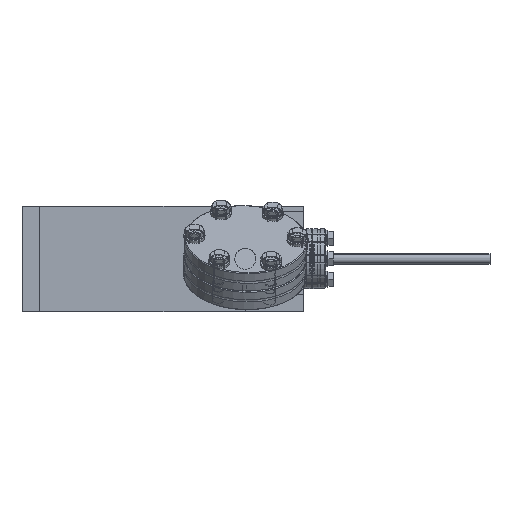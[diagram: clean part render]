
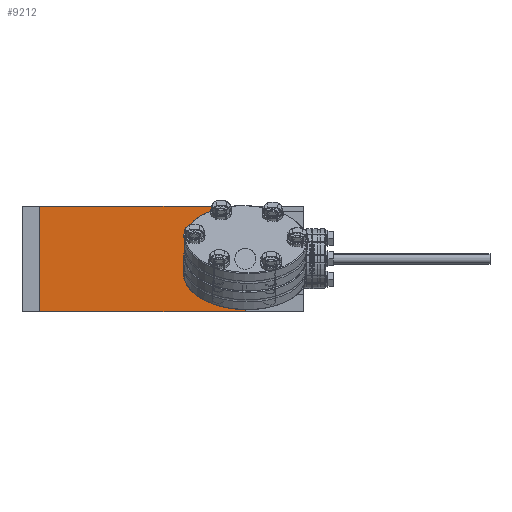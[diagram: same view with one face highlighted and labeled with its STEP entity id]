
A CAD part, left-side view. The second image highlights one B-rep face of the part: STEP entity #9212.
In plain terms, the highlighted face is planar.
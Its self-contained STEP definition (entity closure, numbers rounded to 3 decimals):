
#1102=PLANE('',#10648);
#1683=CIRCLE('',#10649,9.);
#2313=FACE_OUTER_BOUND('',#2933,.T.);
#2933=EDGE_LOOP('',(#7230,#7231,#7232,#7233,#7234,#7235));
#3561=LINE('',#15908,#3964);
#3563=LINE('',#15916,#3966);
#3566=LINE('',#15924,#3969);
#3567=LINE('',#15926,#3970);
#3568=LINE('',#15927,#3971);
#3964=VECTOR('',#12584,10.);
#3966=VECTOR('',#12590,10.);
#3969=VECTOR('',#12597,10.);
#3970=VECTOR('',#12598,10.);
#3971=VECTOR('',#12599,10.);
#4540=VERTEX_POINT('',#15902);
#4542=VERTEX_POINT('',#15906);
#4544=VERTEX_POINT('',#15912);
#4546=VERTEX_POINT('',#15915);
#4549=VERTEX_POINT('',#15923);
#4550=VERTEX_POINT('',#15925);
#5512=EDGE_CURVE('',#4540,#4542,#3561,.T.);
#5515=EDGE_CURVE('',#4546,#4544,#3563,.T.);
#5519=EDGE_CURVE('',#4549,#4544,#3566,.T.);
#5520=EDGE_CURVE('',#4550,#4549,#3567,.T.);
#5521=EDGE_CURVE('',#4540,#4550,#3568,.T.);
#5522=EDGE_CURVE('',#4546,#4542,#1683,.T.);
#7230=ORIENTED_EDGE('',*,*,#5515,.T.);
#7231=ORIENTED_EDGE('',*,*,#5519,.F.);
#7232=ORIENTED_EDGE('',*,*,#5520,.F.);
#7233=ORIENTED_EDGE('',*,*,#5521,.F.);
#7234=ORIENTED_EDGE('',*,*,#5512,.T.);
#7235=ORIENTED_EDGE('',*,*,#5522,.F.);
#9212=ADVANCED_FACE('',(#2313),#1102,.F.);
#10648=AXIS2_PLACEMENT_3D('',#15922,#12595,#12596);
#10649=AXIS2_PLACEMENT_3D('',#15928,#12600,#12601);
#12584=DIRECTION('',(-1.,0.,0.));
#12590=DIRECTION('',(-1.,0.,0.));
#12595=DIRECTION('center_axis',(0.,0.,1.));
#12596=DIRECTION('ref_axis',(1.,0.,0.));
#12597=DIRECTION('',(0.,-1.,0.));
#12598=DIRECTION('',(-1.,0.,0.));
#12599=DIRECTION('',(0.,1.,0.));
#12600=DIRECTION('center_axis',(0.,0.,-1.));
#12601=DIRECTION('ref_axis',(-1.,0.,0.));
#15902=CARTESIAN_POINT('',(60.,-117.,0.));
#15906=CARTESIAN_POINT('',(39.,-117.,0.));
#15908=CARTESIAN_POINT('',(15.,-117.,0.));
#15912=CARTESIAN_POINT('',(0.,-117.,0.));
#15915=CARTESIAN_POINT('',(21.,-117.,0.));
#15916=CARTESIAN_POINT('',(15.,-117.,0.));
#15922=CARTESIAN_POINT('Origin',(30.,-75.,0.));
#15923=CARTESIAN_POINT('',(0.,0.,0.));
#15924=CARTESIAN_POINT('',(0.,0.,0.));
#15925=CARTESIAN_POINT('',(60.,0.,0.));
#15926=CARTESIAN_POINT('',(60.,0.,0.));
#15927=CARTESIAN_POINT('',(60.,-150.,0.));
#15928=CARTESIAN_POINT('Origin',(30.,-117.,0.));
